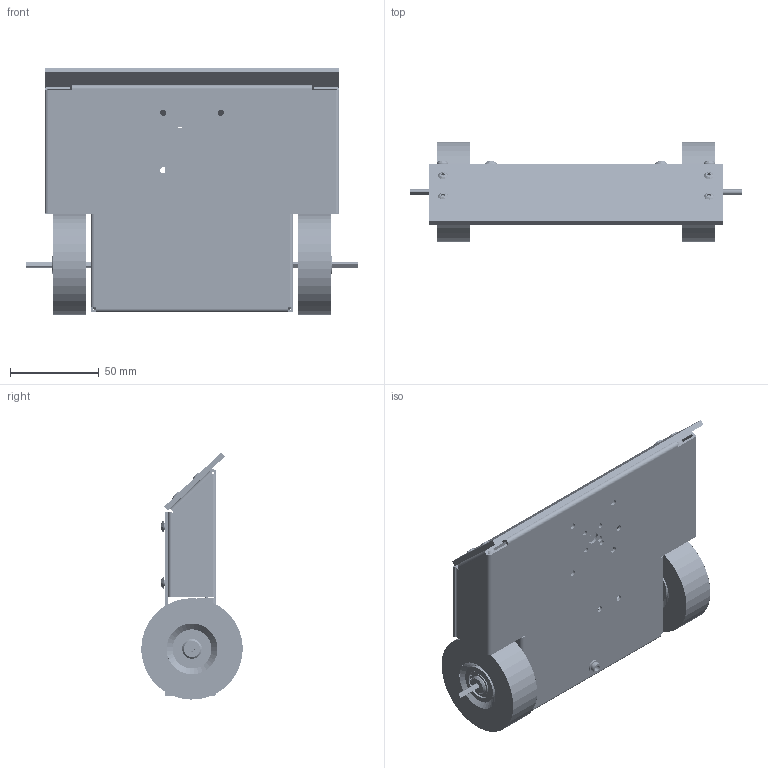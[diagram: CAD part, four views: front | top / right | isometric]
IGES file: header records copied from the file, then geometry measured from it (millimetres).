
Start section: SolidWorks IGES file using analytic representation for surfaces
Global section: file name: Viper-v2.IGS; native system: SolidWorks 2009; preprocessor: SolidWorks 2009; author: Kurtis; date: 150105.183233; units: inch
Bounding box: 187.32 x 57.12 x 139.39 mm (x, y, z)
Surface area: 161966.2 mm2 (no closed solid volume)
Topology: 0 solids, 0 shells, 2461 faces, 26614 edges, 26584 vertices
Faces by surface type: bspline 1658, revolution 803
